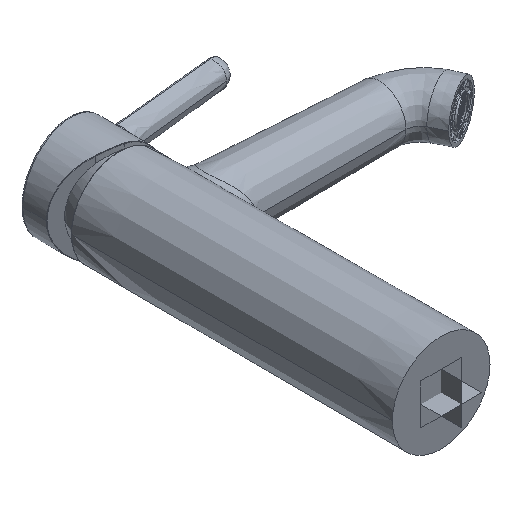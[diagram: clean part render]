
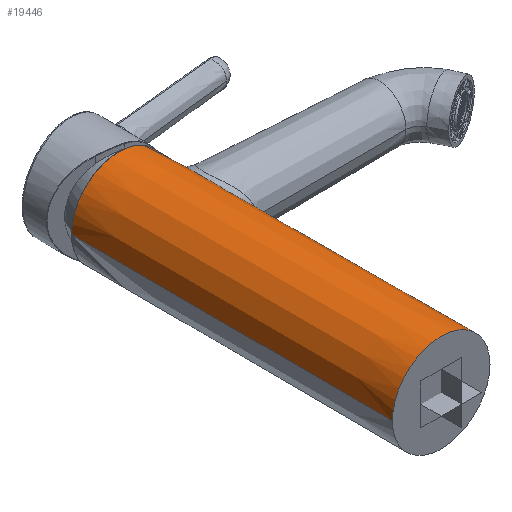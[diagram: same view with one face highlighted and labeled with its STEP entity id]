
A CAD part, isometric view. The second image highlights one B-rep face of the part: STEP entity #19446.
In plain terms, the highlighted conical face has half-angle 0.181 degrees and reference radius 23.75 mm.
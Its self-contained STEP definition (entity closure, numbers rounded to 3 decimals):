
#162=CARTESIAN_POINT('',(0.,158.301,
0.));
#163=DIRECTION('',(0.,-1.,0.));
#164=DIRECTION('',(1.,0.,0.));
#165=AXIS2_PLACEMENT_3D('',#162,#163,#164);
#182=DIRECTION('',(-0.003,-1.,0.));
#183=VECTOR('',#182,158.301);
#184=CARTESIAN_POINT('',(-23.501,158.301,0.));
#185=LINE('',#184,#183);
#186=DIRECTION('',(0.003,-1.,0.));
#187=VECTOR('',#186,1.071);
#188=CARTESIAN_POINT('',(23.501,158.301,0.));
#189=LINE('',#188,#187);
#190=DIRECTION('',(0.003,-1.,0.));
#191=VECTOR('',#190,114.485);
#192=CARTESIAN_POINT('',(23.639,114.485,0.));
#193=LINE('',#192,#191);
#194=CARTESIAN_POINT('',(23.639,114.485,0.));
#195=CARTESIAN_POINT('',(23.639,114.487,0.937));
#196=CARTESIAN_POINT('',(23.521,114.692,2.812));
#197=CARTESIAN_POINT('',(23.063,115.499,5.431));
#198=CARTESIAN_POINT('',(22.182,117.104,8.31));
#199=CARTESIAN_POINT('',(21.11,119.146,10.728));
#200=CARTESIAN_POINT('',(19.575,122.306,13.319));
#201=CARTESIAN_POINT('',(17.951,126.322,15.374));
#202=CARTESIAN_POINT('',(16.751,130.388,16.624));
#203=CARTESIAN_POINT('',(16.095,134.98,17.225));
#204=CARTESIAN_POINT('',(16.278,139.289,17.036));
#205=CARTESIAN_POINT('',(17.097,143.341,16.218));
#206=CARTESIAN_POINT('',(18.455,147.326,14.67));
#207=CARTESIAN_POINT('',(20.07,150.942,12.409));
#208=CARTESIAN_POINT('',(21.684,154.047,9.325));
#209=CARTESIAN_POINT('',(22.788,156.006,6.073));
#210=CARTESIAN_POINT('',(23.379,157.011,3.003));
#211=CARTESIAN_POINT('',(23.504,157.241,0.983));
#212=CARTESIAN_POINT('',(23.504,157.229,0.));
#222=CARTESIAN_POINT('',(23.504,157.229,0.));
#9989=CARTESIAN_POINT('',(0.,0.,0.));
#9990=DIRECTION('',(0.,1.,0.));
#9991=DIRECTION('',(-1.,0.,0.));
#9992=AXIS2_PLACEMENT_3D('',#9989,#9990,#9991);
#16888=CARTESIAN_POINT('',(23.501,158.301,
0.));
#16889=VERTEX_POINT('',#16888);
#16890=CARTESIAN_POINT('',(-23.501,158.301,
0.));
#16891=VERTEX_POINT('',#16890);
#16892=CARTESIAN_POINT('',(-24.,0.,
0.));
#16893=VERTEX_POINT('',#16892);
#16894=CARTESIAN_POINT('',(24.,0.,
0.));
#16895=VERTEX_POINT('',#16894);
#16896=CARTESIAN_POINT('',(23.639,114.485,
0.));
#16897=VERTEX_POINT('',#16896);
#16898=VERTEX_POINT('',#222);
#19431=CARTESIAN_POINT('',(0.,79.15,0.));
#19432=DIRECTION('',(0.,-1.,0.));
#19433=DIRECTION('',(0.998,0.,0.063));
#19434=AXIS2_PLACEMENT_3D('',#19431,#19432,#19433);
#19435=CONICAL_SURFACE('',#19434,23.75,0.181);
#19436=ORIENTED_EDGE('',*,*,#19371,.F.);
#19437=ORIENTED_EDGE('',*,*,#19419,.T.);
#19439=ORIENTED_EDGE('',*,*,#19438,.F.);
#19440=ORIENTED_EDGE('',*,*,#19415,.T.);
#19442=ORIENTED_EDGE('',*,*,#19441,.F.);
#19443=ORIENTED_EDGE('',*,*,#19411,.F.);
#19444=EDGE_LOOP('',(#19436,#19437,#19439,#19440,#19442,#19443));
#19445=FACE_OUTER_BOUND('',#19444,.F.);
#166=CIRCLE('',#165,23.501);
#213=B_SPLINE_CURVE_WITH_KNOTS('',3,(#194,#195,#196,#197,#198,#199,#200,#201,
#202,#203,#204,#205,#206,#207,#208,#209,#210,#211,#212),.UNSPECIFIED.,.F.,.F.,
(4,1,1,1,1,1,1,1,1,1,1,1,1,1,1,1,4),(0.,0.063,0.125,0.188,0.25,
0.313,0.375,0.438,0.5,0.563,0.625,0.688,0.75,0.813,
0.875,0.938,1.),.UNSPECIFIED.);
#9993=CIRCLE('',#9992,24.);
#19371=EDGE_CURVE('',#16889,#16891,#166,.T.);
#19411=EDGE_CURVE('',#16891,#16893,#185,.T.);
#19415=EDGE_CURVE('',#16897,#16895,#193,.T.);
#19419=EDGE_CURVE('',#16889,#16898,#189,.T.);
#19438=EDGE_CURVE('',#16897,#16898,#213,.T.);
#19441=EDGE_CURVE('',#16893,#16895,#9993,.T.);
#19446=ADVANCED_FACE('',(#19445),#19435,.T.);
